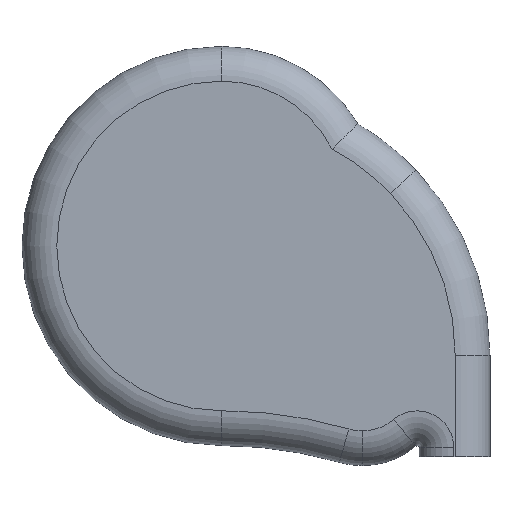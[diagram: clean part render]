
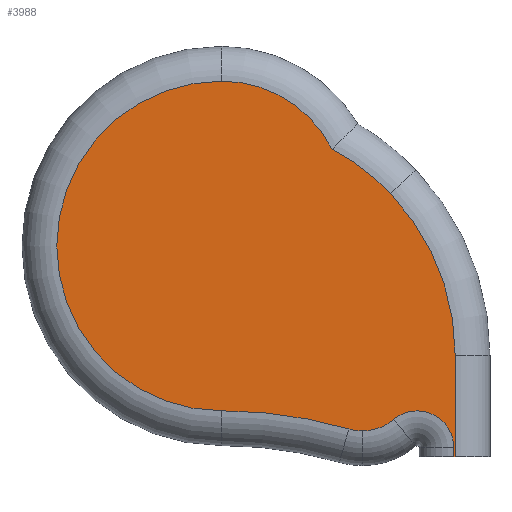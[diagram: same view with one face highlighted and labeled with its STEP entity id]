
A CAD part, left-side view. The second image highlights one B-rep face of the part: STEP entity #3988.
In plain terms, the highlighted planar face has unit normal (-1, 0, 0).
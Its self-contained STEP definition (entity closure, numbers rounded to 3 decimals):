
#100 = AXIS2_PLACEMENT_3D ( 'NONE', #8693, #11689, #2149 ) ;
#335 = AXIS2_PLACEMENT_3D ( 'NONE', #11779, #1406, #11848 ) ;
#564 = CARTESIAN_POINT ( 'NONE',  ( -196.5, -20.5, 38.499 ) ) ;
#576 = EDGE_CURVE ( 'NONE', #5491, #13192, #1993, .T. ) ;
#671 = AXIS2_PLACEMENT_3D ( 'NONE', #12665, #7229, #901 ) ;
#901 = DIRECTION ( 'NONE',  ( 0., 0., -1. ) ) ;
#1070 = ORIENTED_EDGE ( 'NONE', *, *, #10422, .T. ) ;
#1247 = ORIENTED_EDGE ( 'NONE', *, *, #2724, .T. ) ;
#1371 = EDGE_CURVE ( 'NONE', #5491, #1830, #11455, .T. ) ;
#1406 = DIRECTION ( 'NONE',  ( 1., 0., 0. ) ) ;
#1456 = CARTESIAN_POINT ( 'NONE',  ( -196.5, -21.25, 93.995 ) ) ;
#1760 = DIRECTION ( 'NONE',  ( 0., 0., -1. ) ) ;
#1814 = EDGE_CURVE ( 'NONE', #8735, #12987, #9518, .T. ) ;
#1830 = VERTEX_POINT ( 'NONE', #1456 ) ;
#1864 = CIRCLE ( 'NONE', #10769, 26.356 ) ;
#1993 = LINE ( 'NONE', #8330, #11981 ) ;
#2149 = DIRECTION ( 'NONE',  ( 0., 0., -1. ) ) ;
#2226 = PLANE ( 'NONE',  #100 ) ;
#2494 = CARTESIAN_POINT ( 'NONE',  ( -196.5, 106.294, 243.601 ) ) ;
#2496 = DIRECTION ( 'NONE',  ( 0., 0., -1. ) ) ;
#2676 = CARTESIAN_POINT ( 'NONE',  ( -196.5, 106.294, 153.601 ) ) ;
#2724 = EDGE_CURVE ( 'NONE', #12987, #4053, #11406, .T. ) ;
#2776 = CIRCLE ( 'NONE', #335, 248.718 ) ;
#2988 = DIRECTION ( 'NONE',  ( -1., 0., 0. ) ) ;
#3227 = CARTESIAN_POINT ( 'NONE',  ( -196.5, -20.5, 0. ) ) ;
#3772 = CARTESIAN_POINT ( 'NONE',  ( -196.5, 29.414, 52.639 ) ) ;
#3872 = ORIENTED_EDGE ( 'NONE', *, *, #576, .F. ) ;
#3987 = ORIENTED_EDGE ( 'NONE', *, *, #8458, .T. ) ;
#3988 = ADVANCED_FACE ( 'NONE', ( #10637 ), #2226, .F. ) ;
#4053 = VERTEX_POINT ( 'NONE', #2494 ) ;
#4068 = DIRECTION ( 'NONE',  ( 1., 0., 0. ) ) ;
#4214 = CARTESIAN_POINT ( 'NONE',  ( -196.5, -0.5, 43.583 ) ) ;
#4648 = EDGE_CURVE ( 'NONE', #5815, #13275, #6680, .T. ) ;
#4663 = CIRCLE ( 'NONE', #11312, 90. ) ;
#4847 = CIRCLE ( 'NONE', #10384, 20. ) ;
#4999 = VECTOR ( 'NONE', #5388, 1000. ) ;
#5006 = EDGE_CURVE ( 'NONE', #4053, #13740, #4663, .T. ) ;
#5077 = EDGE_CURVE ( 'NONE', #10463, #13192, #13665, .T. ) ;
#5388 = DIRECTION ( 'NONE',  ( 0., 0., -1. ) ) ;
#5433 = AXIS2_PLACEMENT_3D ( 'NONE', #13596, #10308, #1760 ) ;
#5438 = CARTESIAN_POINT ( 'NONE',  ( -196.5, 106.294, 63.601 ) ) ;
#5475 = ORIENTED_EDGE ( 'NONE', *, *, #13491, .T. ) ;
#5491 = VERTEX_POINT ( 'NONE', #12831 ) ;
#5566 = DIRECTION ( 'NONE',  ( -1., 0., 0. ) ) ;
#5815 = VERTEX_POINT ( 'NONE', #9924 ) ;
#5948 = CARTESIAN_POINT ( 'NONE',  ( -196.5, 29.414, 78.995 ) ) ;
#6256 = DIRECTION ( 'NONE',  ( 0., 0., -1. ) ) ;
#6287 = EDGE_CURVE ( 'NONE', #13740, #5815, #2776, .T. ) ;
#6680 = CIRCLE ( 'NONE', #671, 26.356 ) ;
#6719 = ORIENTED_EDGE ( 'NONE', *, *, #5077, .T. ) ;
#6918 = DIRECTION ( 'NONE',  ( -1., 0., 0. ) ) ;
#7079 = CARTESIAN_POINT ( 'NONE',  ( -196.5, 12.406, 58.861 ) ) ;
#7227 = CIRCLE ( 'NONE', #10122, 127.653 ) ;
#7229 = DIRECTION ( 'NONE',  ( -1., 0., 0. ) ) ;
#7266 = DIRECTION ( 'NONE',  ( 0., 0., -1. ) ) ;
#7645 = ORIENTED_EDGE ( 'NONE', *, *, #4648, .T. ) ;
#8194 = VECTOR ( 'NONE', #9290, 1000. ) ;
#8330 = CARTESIAN_POINT ( 'NONE',  ( -196.5, 0., 38.499 ) ) ;
#8458 = EDGE_CURVE ( 'NONE', #13275, #9023, #1864, .T. ) ;
#8544 = CARTESIAN_POINT ( 'NONE',  ( -196.5, -21.25, 0. ) ) ;
#8693 = CARTESIAN_POINT ( 'NONE',  ( -196.5, 0., 0. ) ) ;
#8735 = VERTEX_POINT ( 'NONE', #10206 ) ;
#9023 = VERTEX_POINT ( 'NONE', #7079 ) ;
#9138 = DIRECTION ( 'NONE',  ( 0., 0., -1. ) ) ;
#9269 = DIRECTION ( 'NONE',  ( -1., 0., 0. ) ) ;
#9290 = DIRECTION ( 'NONE',  ( 0., 0., 1. ) ) ;
#9518 = CIRCLE ( 'NONE', #11297, 127.503 ) ;
#9726 = CARTESIAN_POINT ( 'NONE',  ( -196.5, 106.294, 94.098 ) ) ;
#9924 = CARTESIAN_POINT ( 'NONE',  ( -196.5, 36.78, 53.689 ) ) ;
#10074 = ORIENTED_EDGE ( 'NONE', *, *, #5006, .T. ) ;
#10109 = DIRECTION ( 'NONE',  ( 0., 0., -1. ) ) ;
#10122 = AXIS2_PLACEMENT_3D ( 'NONE', #10355, #2988, #6256 ) ;
#10206 = CARTESIAN_POINT ( 'NONE',  ( -196.5, 14.066, 182.137 ) ) ;
#10308 = DIRECTION ( 'NONE',  ( -1., 0., 0. ) ) ;
#10355 = CARTESIAN_POINT ( 'NONE',  ( -196.5, 106.403, 93.995 ) ) ;
#10384 = AXIS2_PLACEMENT_3D ( 'NONE', #4214, #4068, #7266 ) ;
#10395 = CARTESIAN_POINT ( 'NONE',  ( -196.5, -20.5, 43.583 ) ) ;
#10422 = EDGE_CURVE ( 'NONE', #9023, #10463, #4847, .T. ) ;
#10463 = VERTEX_POINT ( 'NONE', #10395 ) ;
#10556 = ORIENTED_EDGE ( 'NONE', *, *, #6287, .T. ) ;
#10637 = FACE_OUTER_BOUND ( 'NONE', #10909, .T. ) ;
#10769 = AXIS2_PLACEMENT_3D ( 'NONE', #5948, #9269, #9138 ) ;
#10909 = EDGE_LOOP ( 'NONE', ( #3872, #11462, #5475, #11719, #1247, #10074, #10556, #7645, #3987, #1070, #6719 ) ) ;
#11271 = CARTESIAN_POINT ( 'NONE',  ( -196.5, 45.998, 206.443 ) ) ;
#11297 = AXIS2_PLACEMENT_3D ( 'NONE', #9726, #5566, #2496 ) ;
#11312 = AXIS2_PLACEMENT_3D ( 'NONE', #2676, #6918, #10109 ) ;
#11406 = CIRCLE ( 'NONE', #5433, 67.5 ) ;
#11455 = LINE ( 'NONE', #8544, #8194 ) ;
#11462 = ORIENTED_EDGE ( 'NONE', *, *, #1371, .T. ) ;
#11689 = DIRECTION ( 'NONE',  ( 1., 0., 0. ) ) ;
#11719 = ORIENTED_EDGE ( 'NONE', *, *, #1814, .T. ) ;
#11779 = CARTESIAN_POINT ( 'NONE',  ( -196.5, 106.294, -185.117 ) ) ;
#11848 = DIRECTION ( 'NONE',  ( 0., 0., -1. ) ) ;
#11981 = VECTOR ( 'NONE', #13628, 1000. ) ;
#12665 = CARTESIAN_POINT ( 'NONE',  ( -196.5, 29.414, 78.995 ) ) ;
#12831 = CARTESIAN_POINT ( 'NONE',  ( -196.5, -21.25, 38.499 ) ) ;
#12987 = VERTEX_POINT ( 'NONE', #11271 ) ;
#13192 = VERTEX_POINT ( 'NONE', #564 ) ;
#13275 = VERTEX_POINT ( 'NONE', #3772 ) ;
#13491 = EDGE_CURVE ( 'NONE', #1830, #8735, #7227, .T. ) ;
#13596 = CARTESIAN_POINT ( 'NONE',  ( -196.5, 106.294, 176.101 ) ) ;
#13628 = DIRECTION ( 'NONE',  ( 0., 1., 0. ) ) ;
#13665 = LINE ( 'NONE', #3227, #4999 ) ;
#13740 = VERTEX_POINT ( 'NONE', #5438 ) ;
